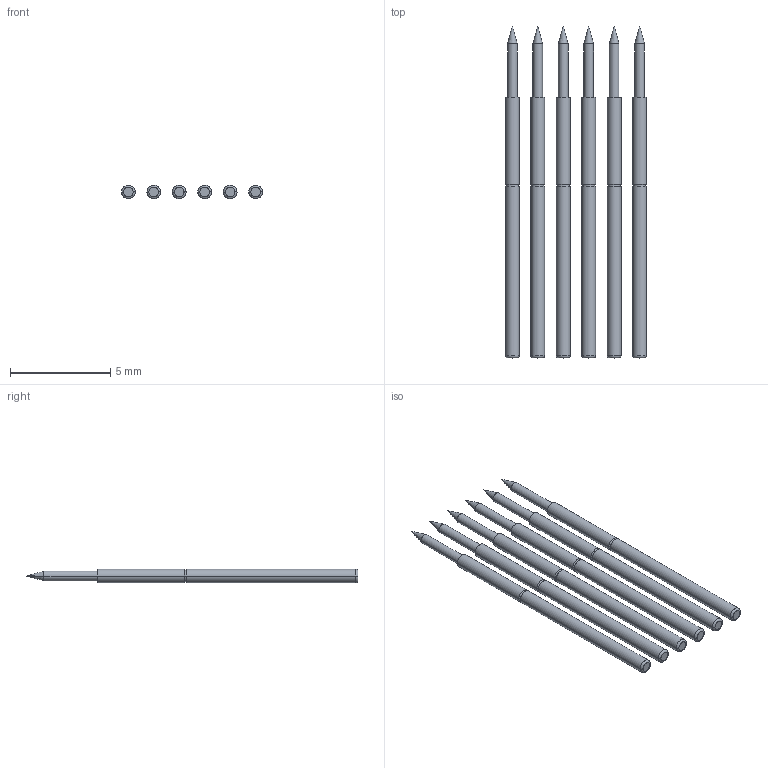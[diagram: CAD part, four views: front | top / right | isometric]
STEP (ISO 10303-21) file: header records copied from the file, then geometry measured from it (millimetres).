
FILE_DESCRIPTION(('FreeCAD Model'),'2;1');
FILE_NAME('1x6_pogo_pins.step','2017-01-07T19:17:31', ('Author'),(''),'Open CASCADE STEP processor 6.8','FreeCAD','Unknown' );
FILE_SCHEMA(('AUTOMOTIVE_DESIGN_CC2 { 1 2 10303 214 -1 1 5 4 }'));
Length unit declared in the file: millimetre
Products named in the file (2): ASSEMBLY; 1x6_pogo_pins
Assembly tree (1 placements, depth 2):
  ASSEMBLY
    1x6_pogo_pins
Bounding box: 7.03 x 16.55 x 0.68 mm (x, y, z)
Volume: 31.5 mm3; surface area: 198.1 mm2
Topology: 6 solids, 6 shells, 84 faces, 168 edges, 90 vertices
Faces by surface type: cylinder 36, torus 24, plane 12, cone 12
Entity records: 10873 total; most frequent: CARTESIAN_POINT 7412, DIRECTION 448, ORIENTED_EDGE 312, PCURVE 312, DEFINITIONAL_REPRESENTATION 312, B_SPLINE_CURVE_WITH_KNOTS 276, AXIS2_PLACEMENT_3D 194, EDGE_CURVE 156
